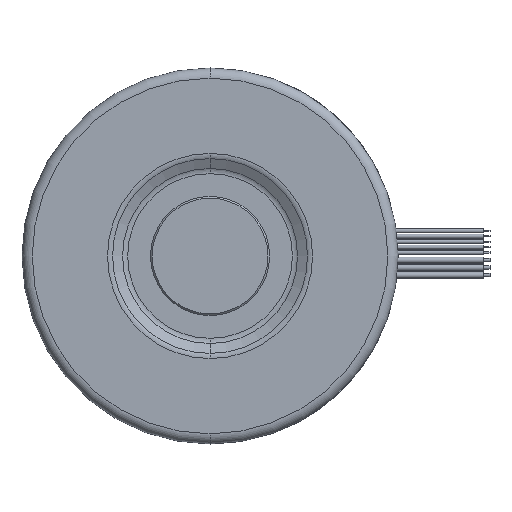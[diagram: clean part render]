
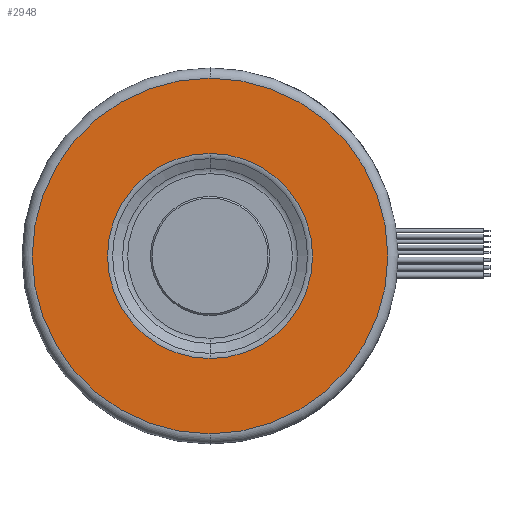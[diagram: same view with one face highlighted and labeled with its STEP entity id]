
A CAD part, front view. The second image highlights one B-rep face of the part: STEP entity #2948.
In plain terms, the highlighted planar face has unit normal (0, -1, 0).
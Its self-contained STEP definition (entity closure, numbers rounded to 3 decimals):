
#153 = EDGE_CURVE ( 'NONE', #2439, #3281, #1995, .T. ) ;
#290 = AXIS2_PLACEMENT_3D ( 'NONE', #533, #807, #2886 ) ;
#456 = CARTESIAN_POINT ( 'NONE',  ( 0., 0., -30.134 ) ) ;
#481 = DIRECTION ( 'NONE',  ( 0., -1., 0. ) ) ;
#533 = CARTESIAN_POINT ( 'NONE',  ( 0., 0., 0. ) ) ;
#632 = CARTESIAN_POINT ( 'NONE',  ( 0., 0., 0. ) ) ;
#663 = DIRECTION ( 'NONE',  ( 0., -1., 0. ) ) ;
#718 = CIRCLE ( 'NONE', #2789, 52.25 ) ;
#722 = PLANE ( 'NONE',  #3296 ) ;
#807 = DIRECTION ( 'NONE',  ( 0., -1., 0. ) ) ;
#930 = AXIS2_PLACEMENT_3D ( 'NONE', #3344, #2281, #1808 ) ;
#970 = DIRECTION ( 'NONE',  ( 0., 0., -1. ) ) ;
#1001 = ORIENTED_EDGE ( 'NONE', *, *, #1576, .T. ) ;
#1201 = EDGE_LOOP ( 'NONE', ( #1001, #2121 ) ) ;
#1250 = ORIENTED_EDGE ( 'NONE', *, *, #1313, .T. ) ;
#1313 = EDGE_CURVE ( 'NONE', #3281, #2439, #3172, .T. ) ;
#1483 = CARTESIAN_POINT ( 'NONE',  ( 0., 0., -52.25 ) ) ;
#1572 = EDGE_LOOP ( 'NONE', ( #2085, #1250 ) ) ;
#1576 = EDGE_CURVE ( 'NONE', #2373, #1639, #1891, .T. ) ;
#1639 = VERTEX_POINT ( 'NONE', #2707 ) ;
#1651 = EDGE_CURVE ( 'NONE', #1639, #2373, #718, .T. ) ;
#1800 = CARTESIAN_POINT ( 'NONE',  ( 0., 0., 0. ) ) ;
#1806 = FACE_OUTER_BOUND ( 'NONE', #1201, .T. ) ;
#1808 = DIRECTION ( 'NONE',  ( 0., 0., -1. ) ) ;
#1891 = CIRCLE ( 'NONE', #290, 52.25 ) ;
#1995 = CIRCLE ( 'NONE', #930, 30.134 ) ;
#2042 = FACE_BOUND ( 'NONE', #1572, .T. ) ;
#2085 = ORIENTED_EDGE ( 'NONE', *, *, #153, .T. ) ;
#2121 = ORIENTED_EDGE ( 'NONE', *, *, #1651, .T. ) ;
#2279 = DIRECTION ( 'NONE',  ( 0., 0., -1. ) ) ;
#2281 = DIRECTION ( 'NONE',  ( 0., 1., 0. ) ) ;
#2373 = VERTEX_POINT ( 'NONE', #1483 ) ;
#2439 = VERTEX_POINT ( 'NONE', #456 ) ;
#2707 = CARTESIAN_POINT ( 'NONE',  ( 0., 0., 52.25 ) ) ;
#2789 = AXIS2_PLACEMENT_3D ( 'NONE', #632, #663, #3204 ) ;
#2886 = DIRECTION ( 'NONE',  ( 0., 0., -1. ) ) ;
#2948 = ADVANCED_FACE ( 'NONE', ( #2042, #1806 ), #722, .T. ) ;
#2998 = CARTESIAN_POINT ( 'NONE',  ( 0., 0., 30.134 ) ) ;
#3011 = AXIS2_PLACEMENT_3D ( 'NONE', #1800, #3303, #970 ) ;
#3172 = CIRCLE ( 'NONE', #3011, 30.134 ) ;
#3204 = DIRECTION ( 'NONE',  ( 0., 0., -1. ) ) ;
#3274 = CARTESIAN_POINT ( 'NONE',  ( 0., 0., -29.33 ) ) ;
#3281 = VERTEX_POINT ( 'NONE', #2998 ) ;
#3296 = AXIS2_PLACEMENT_3D ( 'NONE', #3274, #481, #2279 ) ;
#3303 = DIRECTION ( 'NONE',  ( 0., 1., 0. ) ) ;
#3344 = CARTESIAN_POINT ( 'NONE',  ( 0., 0., 0. ) ) ;
